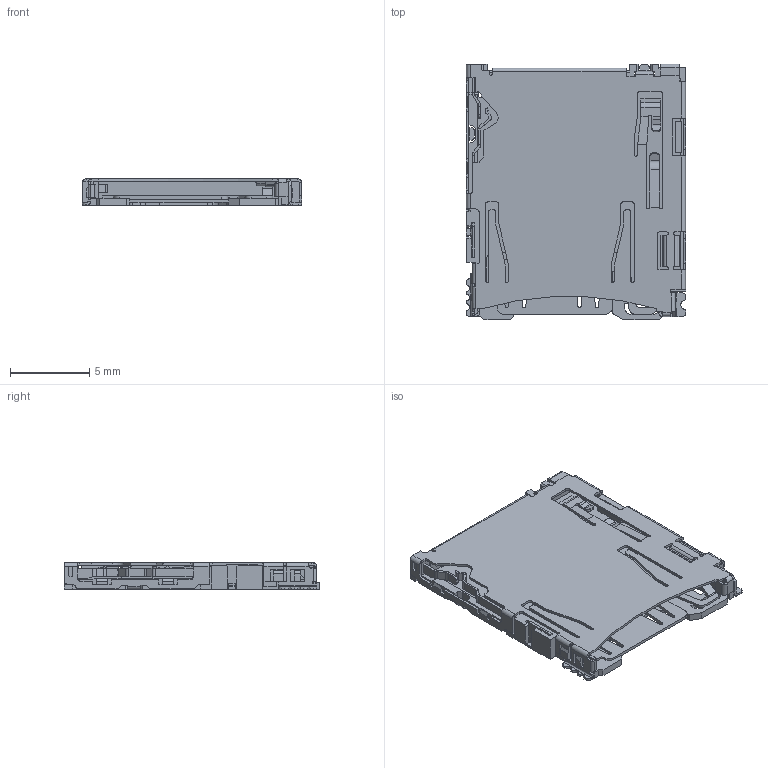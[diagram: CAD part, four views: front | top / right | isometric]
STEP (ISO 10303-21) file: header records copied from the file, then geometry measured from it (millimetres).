
FILE_DESCRIPTION(('FreeCAD Model'),'2;1');
FILE_NAME('Open CASCADE Shape Model','2024-10-02T18:18:13',( 'kicad StepUp'),('ksu MCAD'),'Open CASCADE STEP processor 7.8', 'FreeCAD','Unknown');
FILE_SCHEMA(('AUTOMOTIVE_DESIGN { 1 0 10303 214 1 1 1 1 }'));
Length unit declared in the file: millimetre
Products named in the file (1): microSD_HC_Hirose_DM3AT-SF-PEJM5
Bounding box: 13.85 x 16.15 x 1.68 mm (x, y, z)
Volume: 138.9 mm3; surface area: 996.8 mm2
Topology: 1 solids, 1 shells, 937 faces, 2532 edges, 1557 vertices
Faces by surface type: plane 752, cylinder 181, bspline 4
Entity records: 31756 total; most frequent: CARTESIAN_POINT 5128, ORIENTED_EDGE 5064, DIRECTION 4758, EDGE_CURVE 2532, LINE 2154, VECTOR 2154, VERTEX_POINT 1557, AXIS2_PLACEMENT_3D 1302
